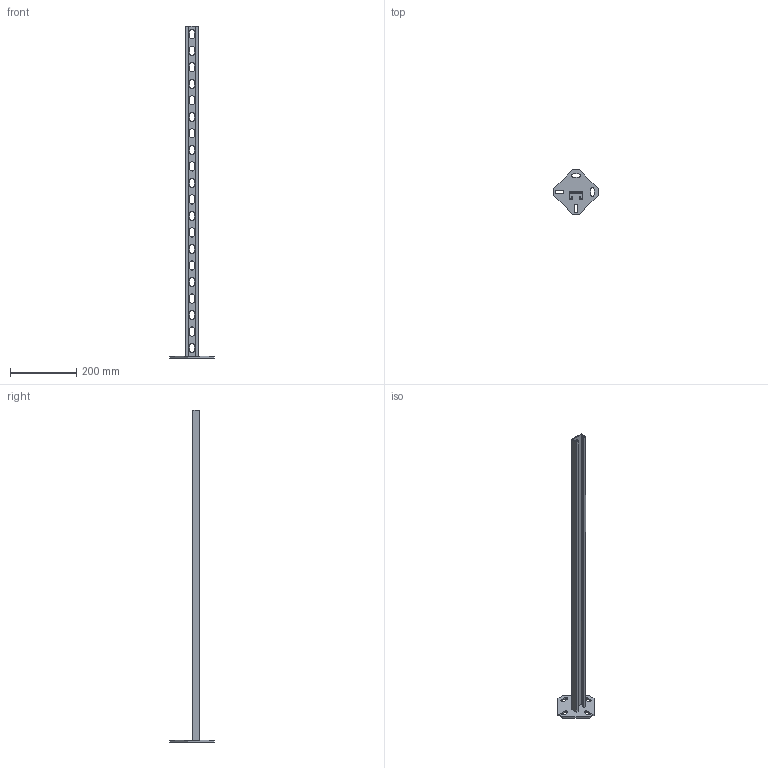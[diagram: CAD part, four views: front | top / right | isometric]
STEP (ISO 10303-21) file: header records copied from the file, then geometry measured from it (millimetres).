
FILE_DESCRIPTION (( 'STEP AP214' ), '1' );
FILE_NAME ('6342766.STEP', '2019-12-02T10:24:16', ( '' ), ( '' ), 'SwSTEP 2.0', 'SolidWorks 2018', '' );
FILE_SCHEMA (( 'AUTOMOTIVE_DESIGN' ));
Length unit declared in the file: millimetre
Products named in the file (3): 6342766; 011035_L=1000; 055764_H=17
Assembly tree (2 placements, depth 2):
  6342766
    055764_H=17
    011035_L=1000
Bounding box: 134.35 x 134.35 x 1005 mm (x, y, z)
Volume: 243271.8 mm3; surface area: 221872.9 mm2
Topology: 2 solids, 2 shells, 170 faces, 498 edges, 332 vertices
Faces by surface type: plane 100, cylinder 70
Entity records: 5868 total; most frequent: CARTESIAN_POINT 1005, ORIENTED_EDGE 996, DIRECTION 988, EDGE_CURVE 498, VECTOR 358, LINE 358, VERTEX_POINT 332, AXIS2_PLACEMENT_3D 315
